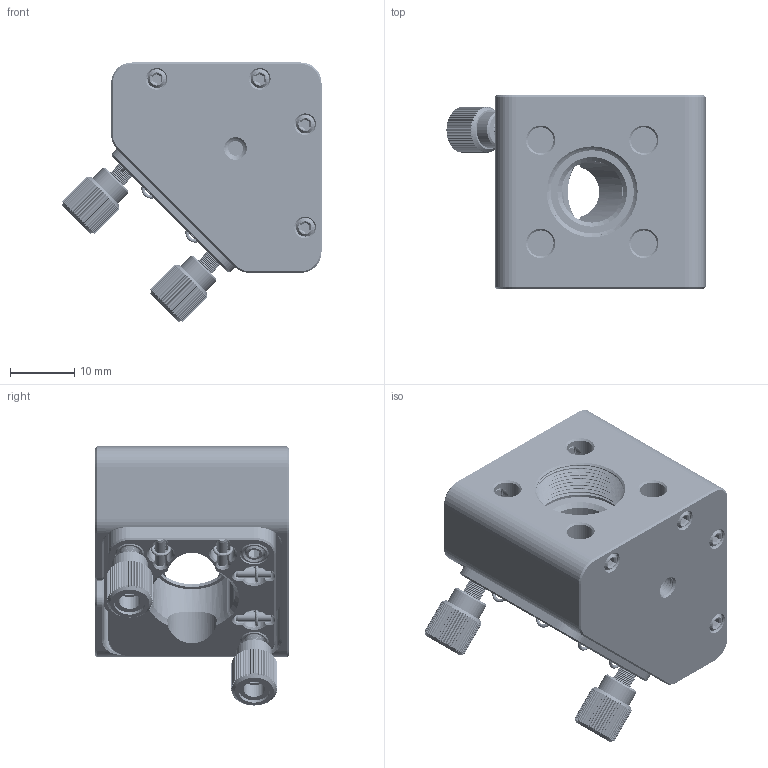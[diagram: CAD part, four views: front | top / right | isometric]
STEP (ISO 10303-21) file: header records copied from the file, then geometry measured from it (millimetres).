
FILE_DESCRIPTION((''),'2;1');
FILE_NAME('KCD05L_M_ASM','2023-05-20T17:28:20',('R&D'),(''),'CREO PARAMETRIC BY PTC INC, 2021063','CREO PARAMETRIC BY PTC INC, 2021063','');
FILE_SCHEMA(('CONFIG_CONTROL_DESIGN'));
Products named in the file (14): KCB05C_M_A4-1; AXLE_1_5X6; KCD05L_M_A2; 4-40_HSJ; M3X5_HS; KCD05L_M_A1; SRPCER_6X1; KCD05L_M_A5; KCD05L_M_A3; KCD05L_M_A4; M2_5X5_HS; SPRING_3X8_0_5; AXLE_1_5X5_5; KCD05L_M_ASM
Assembly tree (34 placements, depth 2):
  KCD05L_M_ASM
    KCB05C_M_A4-1
    AXLE_1_5X6  x2
    KCD05L_M_A2
    4-40_HSJ
    M3X5_HS  x8
    KCD05L_M_A1
    SRPCER_6X1
    KCD05L_M_A5  x2
    KCD05L_M_A3  x3
    KCD05L_M_A4  x2
    M2_5X5_HS  x4
    SPRING_3X8_0_5  x4
    AXLE_1_5X5_5  x4
Bounding box: 40.18 x 30.07 x 40.18 mm (x, y, z)
Volume: 19840.5 mm3; surface area: 14844.5 mm2
Topology: 35 solids, 41 shells, 2393 faces, 6415 edges, 4110 vertices
Faces by surface type: cylinder 1178, plane 600, bspline 334, cone 257, torus 18, sphere 6
Entity records: 129558 total; most frequent: CARTESIAN_POINT 94017, ORIENTED_EDGE 8346, DIRECTION 5780, EDGE_CURVE 4175, VERTEX_POINT 2688, AXIS2_PLACEMENT_3D 2078, B_SPLINE_CURVE_WITH_KNOTS 1832, VECTOR 1624
